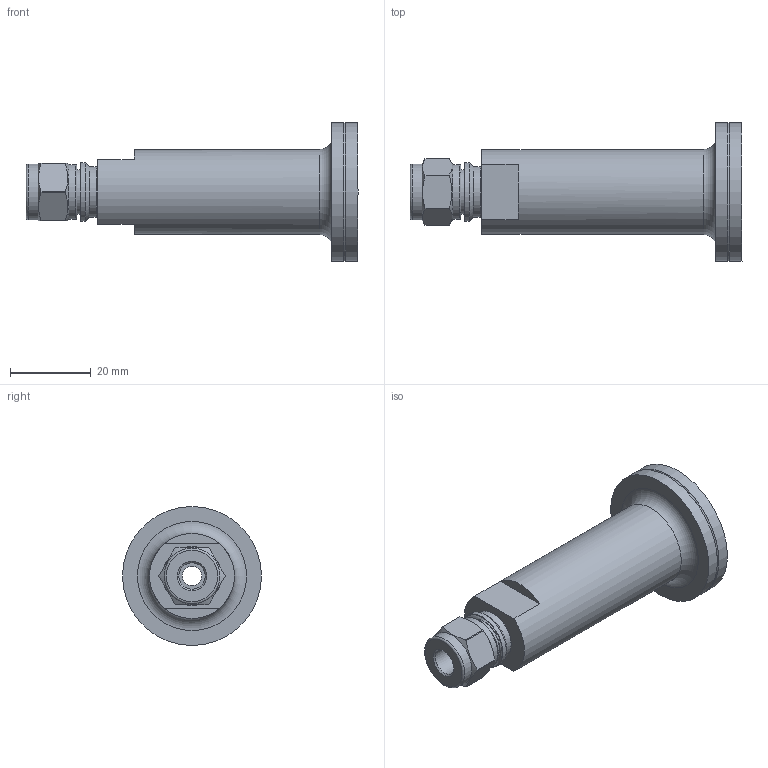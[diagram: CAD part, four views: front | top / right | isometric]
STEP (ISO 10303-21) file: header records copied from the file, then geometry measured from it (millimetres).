
FILE_DESCRIPTION(/* description */ (''),/* implementation_level */ '2;1');
FILE_NAME(/* name */ 'SFTCI-4-SR.stp',/* time_stamp */ '2022-05-04T10:56:08+09:00',/* author */ ('user'),/* organization */ (''),/* preprocessor_version */ 'ST-DEVELOPER v18.1',/* originating_system */ 'Autodesk Inventor 2022',/* authorisation */ '');
FILE_SCHEMA (('AUTOMOTIVE_DESIGN { 1 0 10303 214 3 1 1 }'));
Length unit declared in the file: millimetre
Products named in the file (1): SFTC-4-SR
Bounding box: 82.44 x 34.5 x 34.5 mm (x, y, z)
Volume: 27011.2 mm3; surface area: 8943.2 mm2
Topology: 1 solids, 1 shells, 48 faces, 110 edges, 70 vertices
Faces by surface type: plane 18, cylinder 18, cone 8, torus 4
Full cylindrical faces by diameter (mm): 4.826 x1, 6.55 x1, 9.4 x1, 10.1 x1, 11.112 x1, 12.6 x1, 13.6 x1, 13.9 x1, 14.6 x1, 21.1 x1, 34.5 x2
Entity records: 1405 total; most frequent: DIRECTION 254, CARTESIAN_POINT 253, ORIENTED_EDGE 220, EDGE_CURVE 110, AXIS2_PLACEMENT_3D 107, VERTEX_POINT 70, CIRCLE 58, EDGE_LOOP 56
